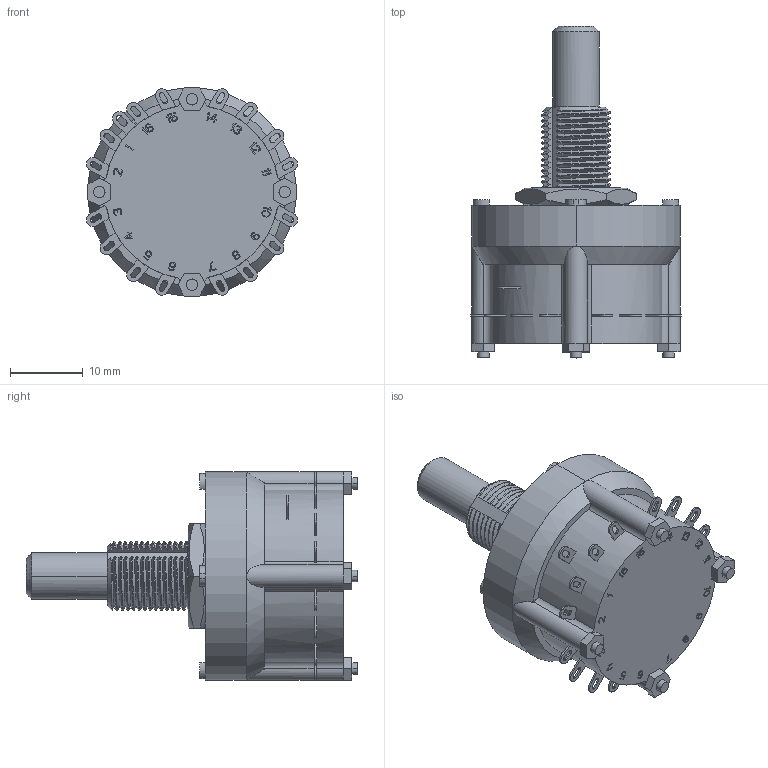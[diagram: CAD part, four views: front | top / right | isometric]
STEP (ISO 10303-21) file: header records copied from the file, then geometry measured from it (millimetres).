
FILE_DESCRIPTION((''),'2;1');
FILE_NAME('57HS22-01-1-06N','2015-02-13T',('amercuri'),(''),'PRO/ENGINEER BY PARAMETRIC TECHNOLOGY CORPORATION, 2011490','PRO/ENGINEER BY PARAMETRIC TECHNOLOGY CORPORATION, 2011490','');
FILE_SCHEMA(('CONFIG_CONTROL_DESIGN'));
Length unit declared in the file: inch
Products named in the file (1): 57HS22-01-1-06N
Bounding box: 28.91 x 45.47 x 28.57 mm (x, y, z)
Volume: 11659.2 mm3; surface area: 4328.6 mm2
Topology: 1 solids, 1 shells, 998 faces, 2795 edges, 1854 vertices
Faces by surface type: plane 841, cylinder 106, bspline 42, cone 9
Entity records: 39009 total; most frequent: CARTESIAN_POINT 13349, ORIENTED_EDGE 5590, DIRECTION 4808, EDGE_CURVE 2795, VECTOR 2392, LINE 2392, VERTEX_POINT 1854, AXIS2_PLACEMENT_3D 1208
